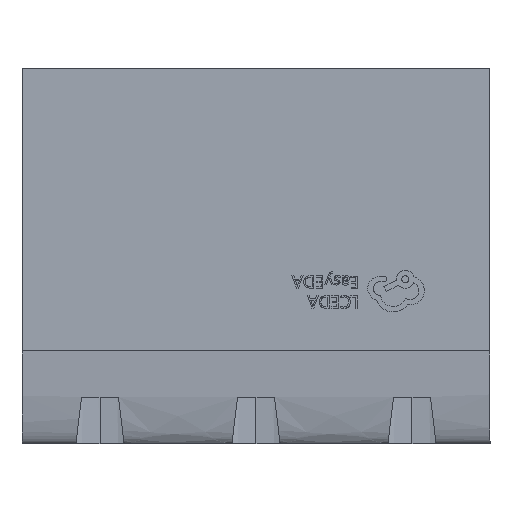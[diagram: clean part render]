
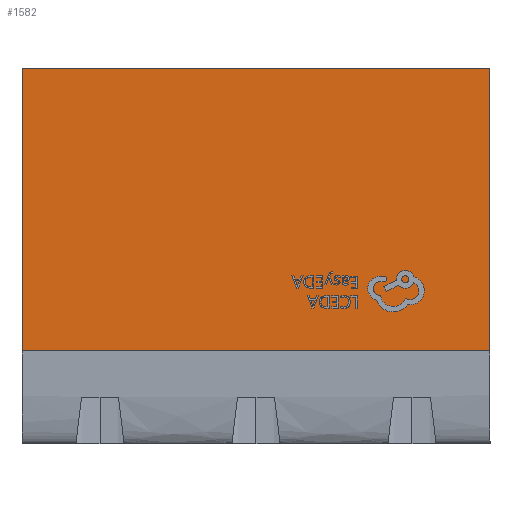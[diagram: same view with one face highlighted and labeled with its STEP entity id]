
A CAD part, top view. The second image highlights one B-rep face of the part: STEP entity #1582.
In plain terms, the highlighted planar face has unit normal (0, 0, 1).
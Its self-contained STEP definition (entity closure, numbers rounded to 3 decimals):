
#147 = EDGE_CURVE ( 'NONE', #32908, #14038, #6959, .T. ) ;
#1582 = ADVANCED_FACE ( 'NONE', ( #25067 ), #16836, .F. ) ;
#1775 = DIRECTION ( 'NONE',  ( 0., 1., 0. ) ) ;
#2782 = VECTOR ( 'NONE', #20629, 1000. ) ;
#3176 = DIRECTION ( 'NONE',  ( 0., 0., -1. ) ) ;
#4478 = CARTESIAN_POINT ( 'NONE',  ( -2.54, -6.634, 7.8 ) ) ;
#5192 = LINE ( 'NONE', #16145, #9049 ) ;
#6059 = CARTESIAN_POINT ( 'NONE',  ( 12.7, -6.634, 7.8 ) ) ;
#6959 = LINE ( 'NONE', #9638, #2782 ) ;
#7602 = LINE ( 'NONE', #9572, #22760 ) ;
#7825 = CARTESIAN_POINT ( 'NONE',  ( -2.54, 2.566, 7.8 ) ) ;
#8058 = EDGE_LOOP ( 'NONE', ( #29677, #32419, #25978, #29774 ) ) ;
#9049 = VECTOR ( 'NONE', #26555, 1000. ) ;
#9509 = LINE ( 'NONE', #4478, #20399 ) ;
#9572 = CARTESIAN_POINT ( 'NONE',  ( 12.7, -6.634, 7.8 ) ) ;
#9638 = CARTESIAN_POINT ( 'NONE',  ( 12.7, -6.634, 7.8 ) ) ;
#14038 = VERTEX_POINT ( 'NONE', #16967 ) ;
#14141 = EDGE_CURVE ( 'NONE', #32908, #16456, #7602, .T. ) ;
#15123 = CARTESIAN_POINT ( 'NONE',  ( 12.7, -6.634, 7.8 ) ) ;
#15994 = AXIS2_PLACEMENT_3D ( 'NONE', #6059, #3176, #28318 ) ;
#16145 = CARTESIAN_POINT ( 'NONE',  ( 12.7, 2.566, 7.8 ) ) ;
#16456 = VERTEX_POINT ( 'NONE', #35243 ) ;
#16648 = EDGE_CURVE ( 'NONE', #16456, #26594, #5192, .T. ) ;
#16836 = PLANE ( 'NONE',  #15994 ) ;
#16967 = CARTESIAN_POINT ( 'NONE',  ( -2.54, -6.634, 7.8 ) ) ;
#18554 = DIRECTION ( 'NONE',  ( 0., 1., 0. ) ) ;
#20399 = VECTOR ( 'NONE', #1775, 1000. ) ;
#20629 = DIRECTION ( 'NONE',  ( -1., 0., 0. ) ) ;
#22760 = VECTOR ( 'NONE', #18554, 1000. ) ;
#23765 = EDGE_CURVE ( 'NONE', #14038, #26594, #9509, .T. ) ;
#25067 = FACE_OUTER_BOUND ( 'NONE', #8058, .T. ) ;
#25978 = ORIENTED_EDGE ( 'NONE', *, *, #147, .F. ) ;
#26555 = DIRECTION ( 'NONE',  ( -1., 0., 0. ) ) ;
#26594 = VERTEX_POINT ( 'NONE', #7825 ) ;
#28318 = DIRECTION ( 'NONE',  ( -1., 0., 0. ) ) ;
#29677 = ORIENTED_EDGE ( 'NONE', *, *, #16648, .T. ) ;
#29774 = ORIENTED_EDGE ( 'NONE', *, *, #14141, .T. ) ;
#32419 = ORIENTED_EDGE ( 'NONE', *, *, #23765, .F. ) ;
#32908 = VERTEX_POINT ( 'NONE', #15123 ) ;
#35243 = CARTESIAN_POINT ( 'NONE',  ( 12.7, 2.566, 7.8 ) ) ;
